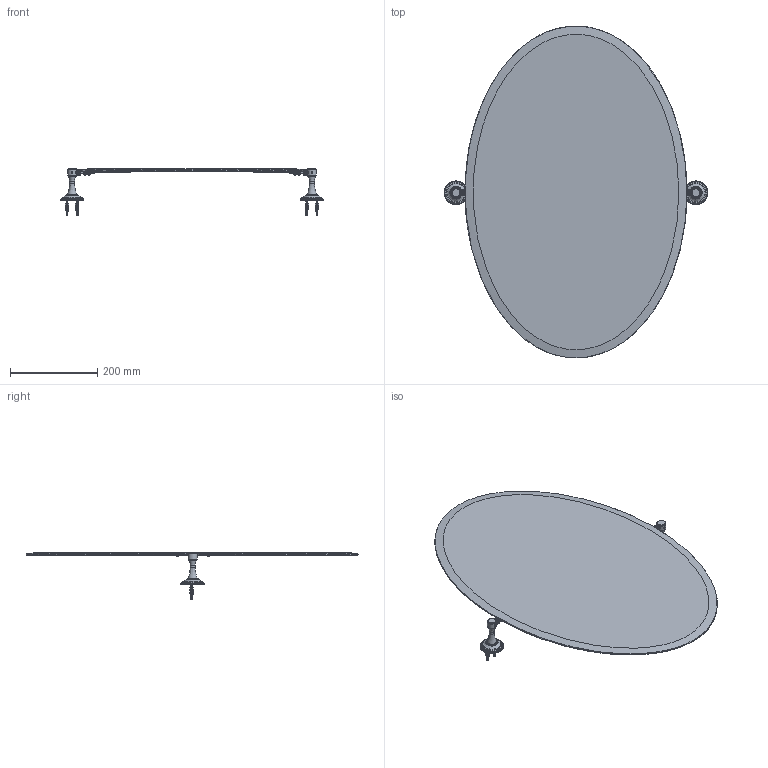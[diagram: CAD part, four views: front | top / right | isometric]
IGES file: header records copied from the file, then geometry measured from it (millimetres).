
Global section: file name: No Iges File Name specified; native system: Autodesk Inventor 2012; preprocessor: AutoDesk Inventor Iges Exporter R2012; author: mblakey; date: 20130311.145527; units: millimetre
Bounding box: 604.33 x 761.95 x 107.1 mm (x, y, z)
Volume: 1859837.5 mm3; surface area: 703531.5 mm2
Topology: 32 solids, 32 shells, 2770 faces, 6998 edges, 4320 vertices
Faces by surface type: plane 1631, cone 486, cylinder 330, revolution 208, bspline 67, torus 44, sphere 4
Full cylindrical faces by diameter (mm): 3.621 x4, 3.92 x4, 4 x8, 5 x2, 6.35 x2, 6.88 x2, 8.2 x4, 8.64 x2, 12 x4, 14.5 x4, 18.6 x4, 21 x2, 25 x2, 46 x2, 50 x2
